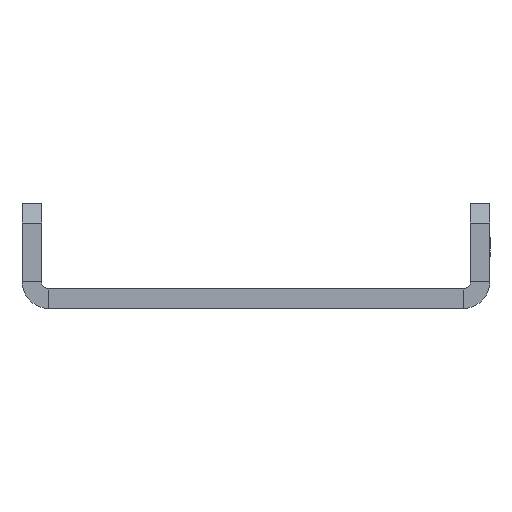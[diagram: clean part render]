
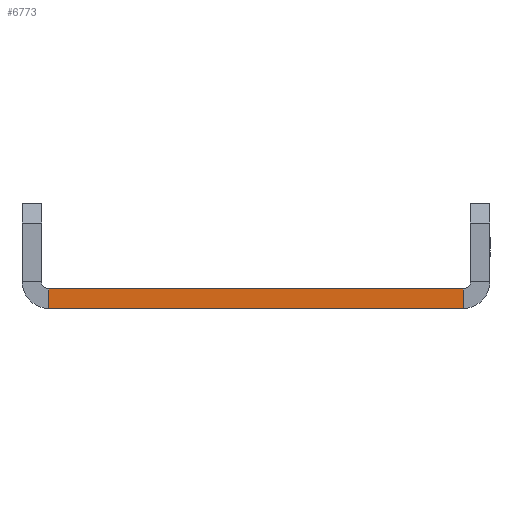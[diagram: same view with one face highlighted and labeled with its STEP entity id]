
A CAD part, left-side view. The second image highlights one B-rep face of the part: STEP entity #6773.
In plain terms, the highlighted planar face has unit normal (-1, 0, 0).
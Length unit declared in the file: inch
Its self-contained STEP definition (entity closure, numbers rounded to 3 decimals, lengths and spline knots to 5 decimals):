
#88 = VECTOR ( 'NONE', #10976, 39.37008 ) ;
#191 = LINE ( 'NONE', #7453, #11996 ) ;
#1511 = VERTEX_POINT ( 'NONE', #11621 ) ;
#2665 = LINE ( 'NONE', #12414, #88 ) ;
#3168 = EDGE_CURVE ( 'NONE', #1511, #11646, #11946, .T. ) ;
#3242 = ORIENTED_EDGE ( 'NONE', *, *, #4126, .T. ) ;
#3258 = VERTEX_POINT ( 'NONE', #8934 ) ;
#4126 = EDGE_CURVE ( 'NONE', #4961, #3258, #2665, .T. ) ;
#4189 = EDGE_LOOP ( 'NONE', ( #3242, #11789, #11847, #5779 ) ) ;
#4701 = EDGE_CURVE ( 'NONE', #11646, #3258, #191, .T. ) ;
#4718 = EDGE_CURVE ( 'NONE', #1511, #4961, #7680, .T. ) ;
#4961 = VERTEX_POINT ( 'NONE', #9738 ) ;
#5154 = DIRECTION ( 'NONE',  ( 0., 0., -1. ) ) ;
#5170 = DIRECTION ( 'NONE',  ( 1., 0., 0. ) ) ;
#5261 = PLANE ( 'NONE',  #11382 ) ;
#5496 = CARTESIAN_POINT ( 'NONE',  ( -10.25, 1.327, 0.125 ) ) ;
#5779 = ORIENTED_EDGE ( 'NONE', *, *, #4718, .T. ) ;
#6773 = ADVANCED_FACE ( 'NONE', ( #7527 ), #5261, .F. ) ;
#7020 = DIRECTION ( 'NONE',  ( 0., 0., -1. ) ) ;
#7204 = CARTESIAN_POINT ( 'NONE',  ( -10.25, 1.327, 0.125 ) ) ;
#7249 = DIRECTION ( 'NONE',  ( 0., 0., -1. ) ) ;
#7453 = CARTESIAN_POINT ( 'NONE',  ( -10.25, -1.327, 0.125 ) ) ;
#7527 = FACE_OUTER_BOUND ( 'NONE', #4189, .T. ) ;
#7583 = VECTOR ( 'NONE', #9907, 39.37008 ) ;
#7680 = LINE ( 'NONE', #7204, #12696 ) ;
#8934 = CARTESIAN_POINT ( 'NONE',  ( -10.25, -1.327, 0. ) ) ;
#9738 = CARTESIAN_POINT ( 'NONE',  ( -10.25, 1.327, 0. ) ) ;
#9907 = DIRECTION ( 'NONE',  ( 0., -1., 0. ) ) ;
#9921 = CARTESIAN_POINT ( 'NONE',  ( -10.25, 1.327, 0.125 ) ) ;
#10674 = CARTESIAN_POINT ( 'NONE',  ( -10.25, -1.327, 0.125 ) ) ;
#10976 = DIRECTION ( 'NONE',  ( 0., -1., 0. ) ) ;
#11382 = AXIS2_PLACEMENT_3D ( 'NONE', #5496, #5170, #5154 ) ;
#11621 = CARTESIAN_POINT ( 'NONE',  ( -10.25, 1.327, 0.125 ) ) ;
#11646 = VERTEX_POINT ( 'NONE', #10674 ) ;
#11789 = ORIENTED_EDGE ( 'NONE', *, *, #4701, .F. ) ;
#11847 = ORIENTED_EDGE ( 'NONE', *, *, #3168, .F. ) ;
#11946 = LINE ( 'NONE', #9921, #7583 ) ;
#11996 = VECTOR ( 'NONE', #7020, 39.37008 ) ;
#12414 = CARTESIAN_POINT ( 'NONE',  ( -10.25, 1.327, 0. ) ) ;
#12696 = VECTOR ( 'NONE', #7249, 39.37008 ) ;
